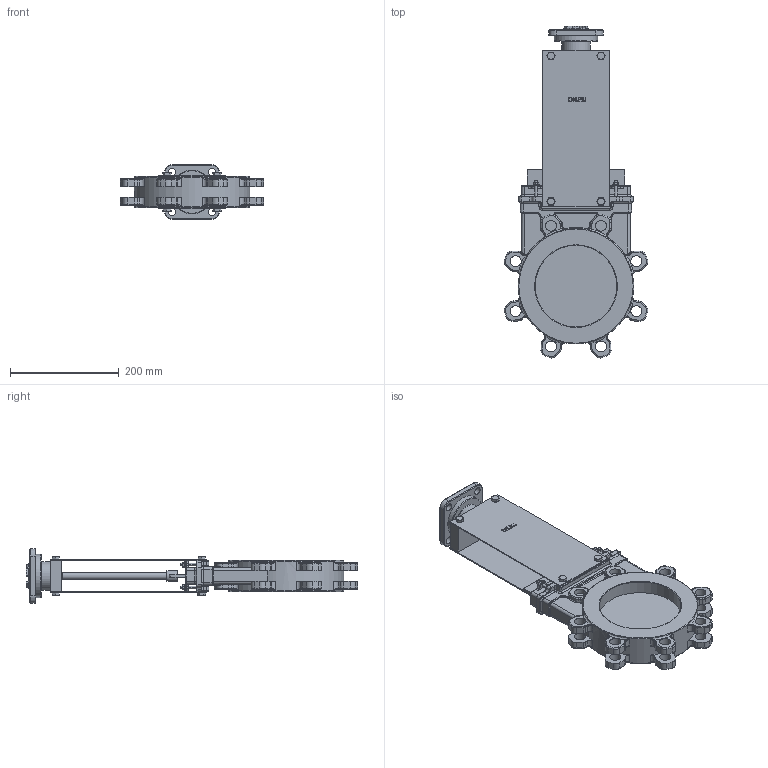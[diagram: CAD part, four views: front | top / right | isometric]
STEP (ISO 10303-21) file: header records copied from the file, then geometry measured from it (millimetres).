
FILE_DESCRIPTION(/* description */ (''),/* implementation_level */ '2;1');
FILE_NAME(/* name */ 'DN150_3D_STEP.stp',/* time_stamp */ '2025-08-28T16:30:00+03:00',/* author */ ('igorr'),/* organization */ (''),/* preprocessor_version */ 'ST-DEVELOPER v20',/* originating_system */ 'Autodesk Inventor 2025',/* authorisation */ '');
FILE_SCHEMA (('AUTOMOTIVE_DESIGN { 1 0 10303 214 3 1 1 }'));
Length unit declared in the file: millimetre
Products named in the file (7): Сборка1; Деталь1; Деталь2; AS 1237 - 6; AS 1237 - 8; ANSI B18.2.4.2M - M5x0,8; AS 1110 - M8 x 12
Assembly tree (19 placements, depth 2):
  Сборка1
    Деталь1
    Деталь2
    AS 1237 - 6  x4
    AS 1237 - 8
    ANSI B18.2.4.2M - M5x0,8  x4
    AS 1110 - M8 x 12  x8
Bounding box: 263.9 x 609.95 x 100 mm (x, y, z)
Volume: 2523217.4 mm3; surface area: 444238.8 mm2
Topology: 19 solids, 19 shells, 1408 faces, 3353 edges, 1965 vertices
Faces by surface type: cylinder 464, plane 413, torus 318, cone 118, bspline 91, sphere 4
Full cylindrical faces by diameter (mm): 4.134 x4, 6.4 x4, 8 x8, 8.4 x1, 9 x4, 11 x4, 12 x1, 13 x8, 14 x5, 20 x16, 32 x1, 45 x1, 53 x1, 70 x1, 80 x1, 150 x2
Entity records: 38396 total; most frequent: CARTESIAN_POINT 9505, DIRECTION 6234, ORIENTED_EDGE 5592, EDGE_CURVE 2796, AXIS2_PLACEMENT_3D 2586, VERTEX_POINT 1656, CIRCLE 1492, EDGE_LOOP 1232
